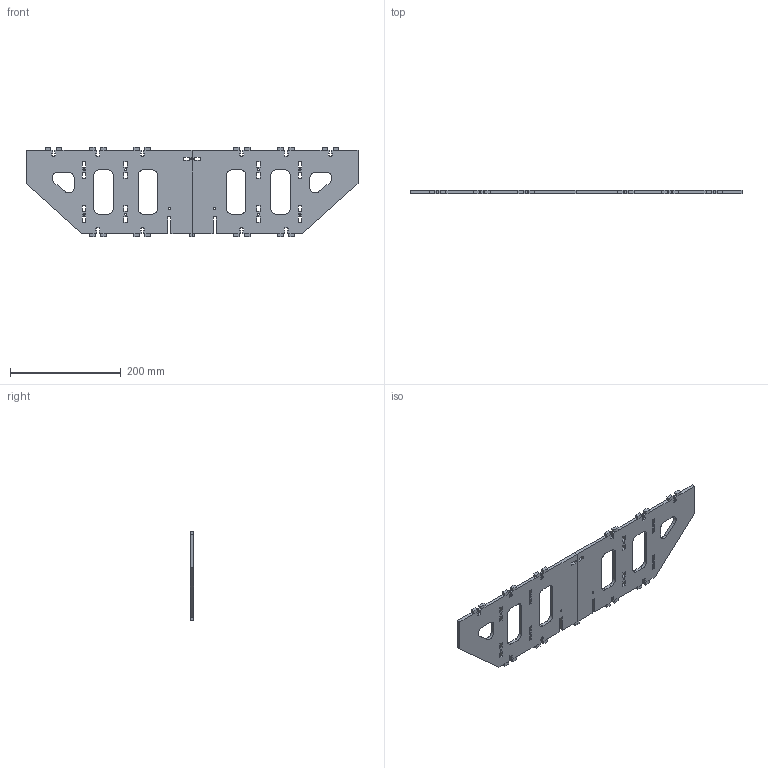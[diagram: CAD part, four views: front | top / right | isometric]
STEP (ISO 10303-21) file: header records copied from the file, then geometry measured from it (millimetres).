
FILE_DESCRIPTION(('FreeCAD Model'),'2;1');
FILE_NAME('plate1.step','2014-02-10T03:32:49', ('FreeCAD'),('FreeCAD'),'Open CASCADE STEP processor 6.5','FreeCAD', 'Unknown');
FILE_SCHEMA(('AUTOMOTIVE_DESIGN_CC2 { 1 2 10303 214 -1 1 5 4 }'));
Length unit declared in the file: millimetre
Products named in the file (1): Fusion
Bounding box: 600 x 6 x 162 mm (x, y, z)
Volume: 402482.9 mm3; surface area: 157247 mm2
Topology: 1 solids, 1 shells, 396 faces, 1094 edges, 698 vertices
Faces by surface type: plane 362, cylinder 34
Full cylindrical faces by diameter (mm): 4 x10
Entity records: 25529 total; most frequent: CARTESIAN_POINT 5953, DIRECTION 2816, ORIENTED_EDGE 2188, PCURVE 2188, DEFINITIONAL_REPRESENTATION 2188, LINE 1886, VECTOR 1886, B_SPLINE_CURVE_WITH_KNOTS 1260
